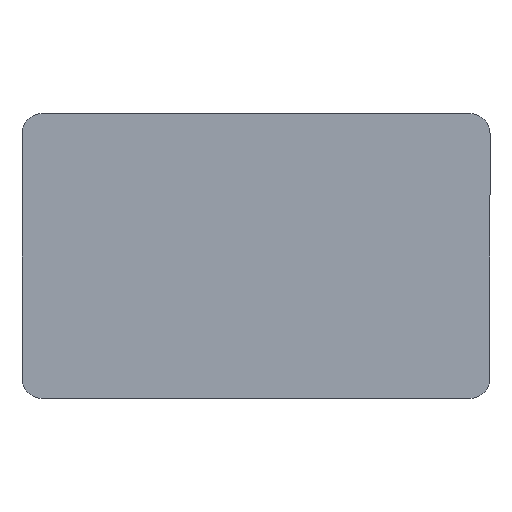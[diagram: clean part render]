
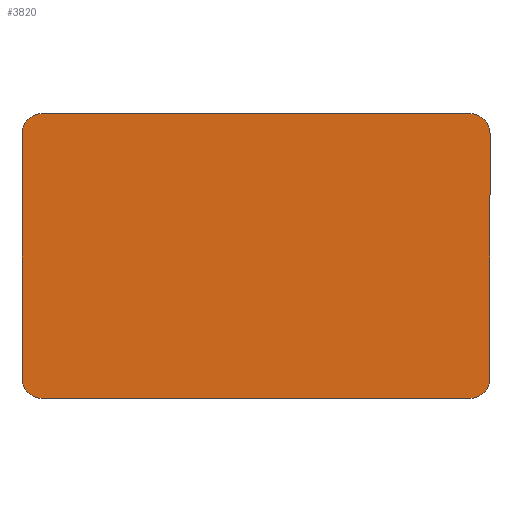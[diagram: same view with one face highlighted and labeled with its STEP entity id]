
A CAD part, front view. The second image highlights one B-rep face of the part: STEP entity #3820.
In plain terms, the highlighted planar face has unit normal (0, -1, 0).
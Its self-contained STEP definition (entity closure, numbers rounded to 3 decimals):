
#49 = CARTESIAN_POINT ( 'NONE',  ( 2.3, 0., -1.4 ) ) ;
#103 = AXIS2_PLACEMENT_3D ( 'NONE', #4112, #2205, #4918 ) ;
#112 = EDGE_CURVE ( 'NONE', #2189, #3698, #1957, .T. ) ;
#152 = FACE_OUTER_BOUND ( 'NONE', #2264, .T. ) ;
#217 = DIRECTION ( 'NONE',  ( 0., -1., 0. ) ) ;
#256 = CIRCLE ( 'NONE', #2351, 0.199 ) ;
#273 = LINE ( 'NONE', #1267, #4271 ) ;
#334 = VECTOR ( 'NONE', #3474, 1000. ) ;
#384 = CARTESIAN_POINT ( 'NONE',  ( -2.3, 0., -1.4 ) ) ;
#426 = CARTESIAN_POINT ( 'NONE',  ( 2.101, 0., 1.4 ) ) ;
#567 = DIRECTION ( 'NONE',  ( 0., 0., 1. ) ) ;
#621 = AXIS2_PLACEMENT_3D ( 'NONE', #1983, #4630, #2314 ) ;
#813 = DIRECTION ( 'NONE',  ( 0., 0., -1. ) ) ;
#923 = PLANE ( 'NONE',  #4493 ) ;
#981 = ORIENTED_EDGE ( 'NONE', *, *, #4108, .F. ) ;
#1204 = VERTEX_POINT ( 'NONE', #4814 ) ;
#1267 = CARTESIAN_POINT ( 'NONE',  ( -2.3, 0., -1.4 ) ) ;
#1395 = DIRECTION ( 'NONE',  ( 0., 0., 1. ) ) ;
#1474 = VERTEX_POINT ( 'NONE', #2987 ) ;
#1504 = ORIENTED_EDGE ( 'NONE', *, *, #1522, .T. ) ;
#1522 = EDGE_CURVE ( 'NONE', #3963, #1204, #256, .T. ) ;
#1618 = VECTOR ( 'NONE', #813, 1000. ) ;
#1798 = VERTEX_POINT ( 'NONE', #4811 ) ;
#1826 = ORIENTED_EDGE ( 'NONE', *, *, #4336, .F. ) ;
#1840 = EDGE_CURVE ( 'NONE', #1474, #3698, #4937, .T. ) ;
#1957 = LINE ( 'NONE', #3368, #4626 ) ;
#1963 = ORIENTED_EDGE ( 'NONE', *, *, #2187, .T. ) ;
#1983 = CARTESIAN_POINT ( 'NONE',  ( -2.101, 0., 1.201 ) ) ;
#2034 = ORIENTED_EDGE ( 'NONE', *, *, #1840, .T. ) ;
#2122 = VERTEX_POINT ( 'NONE', #3836 ) ;
#2169 = DIRECTION ( 'NONE',  ( 1., 0., 0. ) ) ;
#2178 = ORIENTED_EDGE ( 'NONE', *, *, #112, .F. ) ;
#2187 = EDGE_CURVE ( 'NONE', #2189, #2122, #3509, .T. ) ;
#2189 = VERTEX_POINT ( 'NONE', #3516 ) ;
#2205 = DIRECTION ( 'NONE',  ( 0., -1., 0. ) ) ;
#2264 = EDGE_LOOP ( 'NONE', ( #1826, #1504, #981, #4563, #3037, #2034, #2178, #1963 ) ) ;
#2314 = DIRECTION ( 'NONE',  ( 0., 0., 1. ) ) ;
#2351 = AXIS2_PLACEMENT_3D ( 'NONE', #3316, #217, #1395 ) ;
#2431 = CARTESIAN_POINT ( 'NONE',  ( -2.3, 0., 1.4 ) ) ;
#2493 = CARTESIAN_POINT ( 'NONE',  ( -2.3, 0., -1.201 ) ) ;
#2774 = EDGE_CURVE ( 'NONE', #1798, #3584, #2897, .T. ) ;
#2897 = CIRCLE ( 'NONE', #103, 0.199 ) ;
#2987 = CARTESIAN_POINT ( 'NONE',  ( 2.3, 0., 1.201 ) ) ;
#3037 = ORIENTED_EDGE ( 'NONE', *, *, #3577, .F. ) ;
#3214 = DIRECTION ( 'NONE',  ( 0., 1., 0. ) ) ;
#3237 = DIRECTION ( 'NONE',  ( 0., -1., 0. ) ) ;
#3312 = LINE ( 'NONE', #384, #334 ) ;
#3316 = CARTESIAN_POINT ( 'NONE',  ( -2.101, 0., -1.201 ) ) ;
#3368 = CARTESIAN_POINT ( 'NONE',  ( -2.3, 0., 1.4 ) ) ;
#3408 = CARTESIAN_POINT ( 'NONE',  ( 2.3, 0., -1.201 ) ) ;
#3474 = DIRECTION ( 'NONE',  ( -1., 0., 0. ) ) ;
#3509 = CIRCLE ( 'NONE', #621, 0.199 ) ;
#3516 = CARTESIAN_POINT ( 'NONE',  ( -2.101, 0., 1.4 ) ) ;
#3577 = EDGE_CURVE ( 'NONE', #1474, #3584, #4459, .T. ) ;
#3584 = VERTEX_POINT ( 'NONE', #3408 ) ;
#3698 = VERTEX_POINT ( 'NONE', #426 ) ;
#3820 = ADVANCED_FACE ( 'NONE', ( #152 ), #923, .F. ) ;
#3836 = CARTESIAN_POINT ( 'NONE',  ( -2.3, 0., 1.201 ) ) ;
#3963 = VERTEX_POINT ( 'NONE', #2493 ) ;
#4022 = DIRECTION ( 'NONE',  ( 0., 0., 1. ) ) ;
#4041 = CARTESIAN_POINT ( 'NONE',  ( 2.101, 0., 1.201 ) ) ;
#4060 = AXIS2_PLACEMENT_3D ( 'NONE', #4041, #3237, #567 ) ;
#4108 = EDGE_CURVE ( 'NONE', #1798, #1204, #3312, .T. ) ;
#4112 = CARTESIAN_POINT ( 'NONE',  ( 2.101, 0., -1.201 ) ) ;
#4271 = VECTOR ( 'NONE', #4348, 1000. ) ;
#4336 = EDGE_CURVE ( 'NONE', #3963, #2122, #273, .T. ) ;
#4348 = DIRECTION ( 'NONE',  ( 0., 0., 1. ) ) ;
#4459 = LINE ( 'NONE', #49, #1618 ) ;
#4493 = AXIS2_PLACEMENT_3D ( 'NONE', #2431, #3214, #4022 ) ;
#4563 = ORIENTED_EDGE ( 'NONE', *, *, #2774, .T. ) ;
#4626 = VECTOR ( 'NONE', #2169, 1000. ) ;
#4630 = DIRECTION ( 'NONE',  ( 0., -1., 0. ) ) ;
#4811 = CARTESIAN_POINT ( 'NONE',  ( 2.101, 0., -1.4 ) ) ;
#4814 = CARTESIAN_POINT ( 'NONE',  ( -2.101, 0., -1.4 ) ) ;
#4918 = DIRECTION ( 'NONE',  ( 0., 0., 1. ) ) ;
#4937 = CIRCLE ( 'NONE', #4060, 0.199 ) ;
